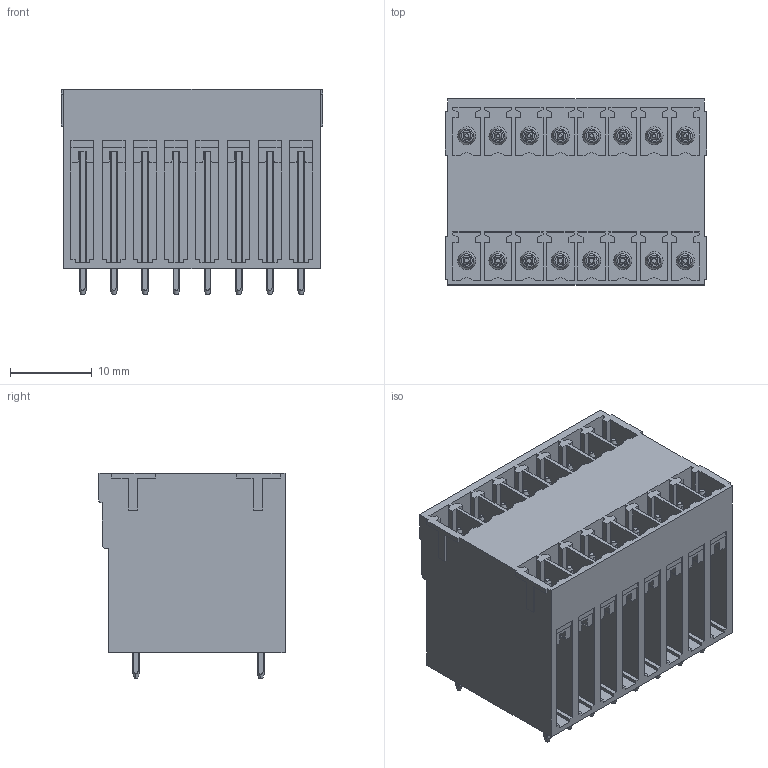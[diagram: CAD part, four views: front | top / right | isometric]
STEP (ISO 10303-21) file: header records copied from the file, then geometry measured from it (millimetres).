
FILE_DESCRIPTION(('CATIA V5 STEP Exchange','CAx-IF Rec.Pracs.--- Model Styling and Organization---1.2---2011-12-15'),'2;1');
FILE_NAME ('D1447177_0_1031020000_1031020000.stp','2018-10-06T04:36:24+00:00',('none'),('Weidmueller'),'CATIA Version 5-6 Release 2014','CATIA V5 STEP AP214','none');
FILE_SCHEMA(('AUTOMOTIVE_DESIGN { 1 0 10303 214 1 1 1 1 }'));
Length unit declared in the file: millimetre
Products named in the file (1): 1031020000
Bounding box: 31.87 x 22.7 x 25.1 mm (x, y, z)
Volume: 12213.9 mm3; surface area: 8493.3 mm2
Topology: 17 solids, 17 shells, 932 faces, 2542 edges, 1684 vertices
Faces by surface type: plane 626, cylinder 178, cone 96, torus 32
Entity records: 29599 total; most frequent: CARTESIAN_POINT 8495, ORIENTED_EDGE 5084, DIRECTION 3098, EDGE_CURVE 2542, VECTOR 1802, LINE 1802, VERTEX_POINT 1684, EDGE_LOOP 1020
